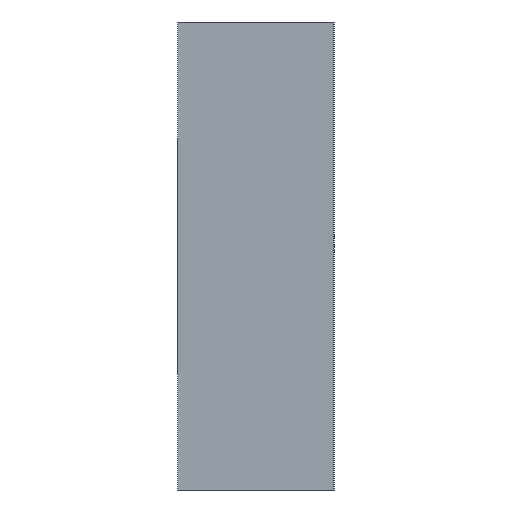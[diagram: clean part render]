
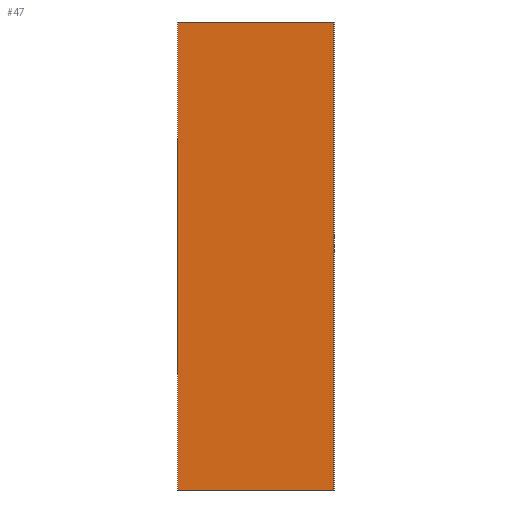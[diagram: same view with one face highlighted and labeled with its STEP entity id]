
A CAD part, left-side view. The second image highlights one B-rep face of the part: STEP entity #47.
In plain terms, the highlighted planar face has unit normal (-1, 0, 0).
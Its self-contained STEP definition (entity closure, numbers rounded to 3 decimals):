
#2 = ORIENTED_EDGE ( 'NONE', *, *, #249, .T. ) ;
#5 = CARTESIAN_POINT ( 'NONE',  ( 0., 20., 0. ) ) ;
#7 = LINE ( 'NONE', #151, #265 ) ;
#18 = DIRECTION ( 'NONE',  ( 0., 0., 1. ) ) ;
#19 = CARTESIAN_POINT ( 'NONE',  ( 0., 0., -60. ) ) ;
#24 = EDGE_CURVE ( 'NONE', #222, #184, #221, .T. ) ;
#47 = ADVANCED_FACE ( 'NONE', ( #117 ), #82, .F. ) ;
#68 = LINE ( 'NONE', #177, #273 ) ;
#75 = DIRECTION ( 'NONE',  ( 0., -1., 0. ) ) ;
#81 = EDGE_CURVE ( 'NONE', #104, #184, #7, .T. ) ;
#82 = PLANE ( 'NONE',  #443 ) ;
#104 = VERTEX_POINT ( 'NONE', #19 ) ;
#117 = FACE_OUTER_BOUND ( 'NONE', #473, .T. ) ;
#149 = DIRECTION ( 'NONE',  ( 0., -1., 0. ) ) ;
#151 = CARTESIAN_POINT ( 'NONE',  ( 0., 0., 0. ) ) ;
#170 = ORIENTED_EDGE ( 'NONE', *, *, #344, .F. ) ;
#177 = CARTESIAN_POINT ( 'NONE',  ( 0., 20., -60. ) ) ;
#184 = VERTEX_POINT ( 'NONE', #324 ) ;
#221 = LINE ( 'NONE', #5, #338 ) ;
#222 = VERTEX_POINT ( 'NONE', #470 ) ;
#249 = EDGE_CURVE ( 'NONE', #366, #104, #68, .T. ) ;
#250 = DIRECTION ( 'NONE',  ( 0., 0., -1. ) ) ;
#265 = VECTOR ( 'NONE', #330, 1000. ) ;
#273 = VECTOR ( 'NONE', #75, 1000. ) ;
#299 = CARTESIAN_POINT ( 'NONE',  ( 0., 20., -60. ) ) ;
#303 = LINE ( 'NONE', #340, #322 ) ;
#322 = VECTOR ( 'NONE', #18, 1000. ) ;
#324 = CARTESIAN_POINT ( 'NONE',  ( 0., 0., 0. ) ) ;
#326 = CARTESIAN_POINT ( 'NONE',  ( 0., 20., 0. ) ) ;
#330 = DIRECTION ( 'NONE',  ( 0., 0., 1. ) ) ;
#338 = VECTOR ( 'NONE', #149, 1000. ) ;
#340 = CARTESIAN_POINT ( 'NONE',  ( 0., 20., 0. ) ) ;
#344 = EDGE_CURVE ( 'NONE', #366, #222, #303, .T. ) ;
#366 = VERTEX_POINT ( 'NONE', #299 ) ;
#370 = ORIENTED_EDGE ( 'NONE', *, *, #24, .F. ) ;
#403 = ORIENTED_EDGE ( 'NONE', *, *, #81, .T. ) ;
#405 = DIRECTION ( 'NONE',  ( 1., 0., 0. ) ) ;
#443 = AXIS2_PLACEMENT_3D ( 'NONE', #326, #405, #250 ) ;
#470 = CARTESIAN_POINT ( 'NONE',  ( 0., 20., 0. ) ) ;
#473 = EDGE_LOOP ( 'NONE', ( #403, #370, #170, #2 ) ) ;
